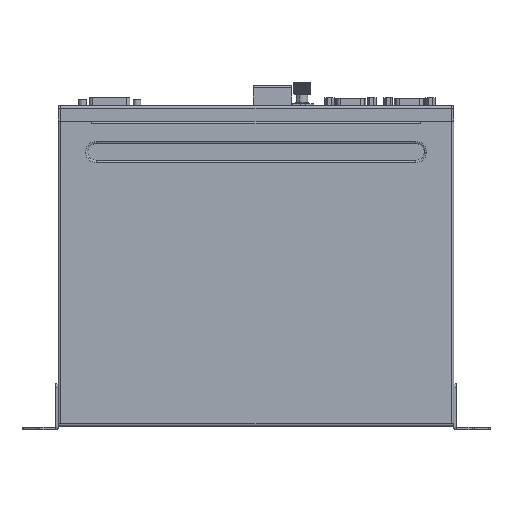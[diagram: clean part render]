
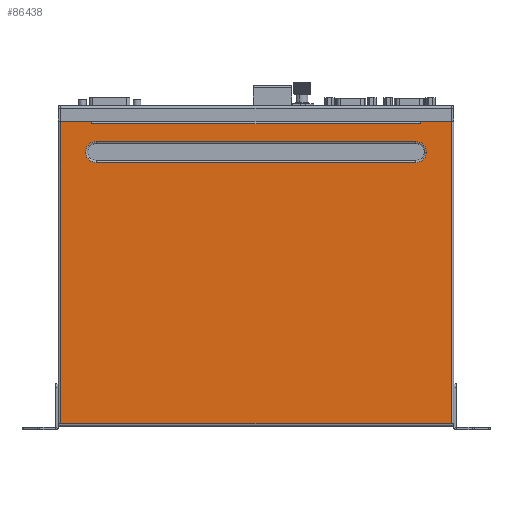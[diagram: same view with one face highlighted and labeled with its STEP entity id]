
A CAD part, front view. The second image highlights one B-rep face of the part: STEP entity #86438.
In plain terms, the highlighted planar face has unit normal (0, -1, 0).
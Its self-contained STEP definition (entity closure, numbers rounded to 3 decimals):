
#464 = DIRECTION ( 'NONE',  ( 1., 0., 0. ) ) ;
#876 = AXIS2_PLACEMENT_3D ( 'NONE', #4346, #58838, #16808 ) ;
#4346 = CARTESIAN_POINT ( 'NONE',  ( 75., -95.5, 54.421 ) ) ;
#4739 = ORIENTED_EDGE ( 'NONE', *, *, #28314, .T. ) ;
#4842 = AXIS2_PLACEMENT_3D ( 'NONE', #49987, #7956, #62410 ) ;
#5158 = CARTESIAN_POINT ( 'NONE',  ( 77.5, -95.5, 72.621 ) ) ;
#6422 = LINE ( 'NONE', #48457, #16326 ) ;
#6717 = LINE ( 'NONE', #61234, #91208 ) ;
#7309 = LINE ( 'NONE', #61785, #92396 ) ;
#7918 = LINE ( 'NONE', #49943, #68049 ) ;
#7956 = DIRECTION ( 'NONE',  ( 0., -1., 0. ) ) ;
#8924 = ORIENTED_EDGE ( 'NONE', *, *, #96417, .F. ) ;
#11008 = VECTOR ( 'NONE', #54763, 1000. ) ;
#12696 = CARTESIAN_POINT ( 'NONE',  ( -136.1, -95.5, 72.621 ) ) ;
#12928 = LINE ( 'NONE', #55003, #42407 ) ;
#13428 = ORIENTED_EDGE ( 'NONE', *, *, #59749, .F. ) ;
#16200 = CARTESIAN_POINT ( 'NONE',  ( 96.1, -95.5, -106.979 ) ) ;
#16326 = VECTOR ( 'NONE', #65535, 1000. ) ;
#16808 = DIRECTION ( 'NONE',  ( 1., 0., 0. ) ) ;
#17155 = EDGE_CURVE ( 'NONE', #69081, #53982, #71574, .T. ) ;
#17427 = EDGE_CURVE ( 'NONE', #36233, #68076, #46607, .T. ) ;
#17603 = VERTEX_POINT ( 'NONE', #88853 ) ;
#18133 = CARTESIAN_POINT ( 'NONE',  ( -136.1, -95.5, -106.979 ) ) ;
#19170 = DIRECTION ( 'NONE',  ( 0., 0., 1. ) ) ;
#19736 = DIRECTION ( 'NONE',  ( -1., 0., 0. ) ) ;
#20110 = CARTESIAN_POINT ( 'NONE',  ( 97.5, -95.5, 72.621 ) ) ;
#20547 = ORIENTED_EDGE ( 'NONE', *, *, #43224, .T. ) ;
#21651 = EDGE_CURVE ( 'NONE', #36572, #95351, #88482, .T. ) ;
#25183 = ORIENTED_EDGE ( 'NONE', *, *, #68491, .F. ) ;
#25627 = CARTESIAN_POINT ( 'NONE',  ( 81.25, -95.5, 54.421 ) ) ;
#28314 = EDGE_CURVE ( 'NONE', #17603, #80696, #41927, .T. ) ;
#28497 = PLANE ( 'NONE',  #64640 ) ;
#28542 = CARTESIAN_POINT ( 'NONE',  ( -20., -95.5, -106.979 ) ) ;
#29589 = CARTESIAN_POINT ( 'NONE',  ( 77.5, -95.5, -107.179 ) ) ;
#29746 = CARTESIAN_POINT ( 'NONE',  ( -115., -95.5, 60.671 ) ) ;
#32100 = ORIENTED_EDGE ( 'NONE', *, *, #87245, .T. ) ;
#32852 = DIRECTION ( 'NONE',  ( 0., -1., 0. ) ) ;
#35368 = CARTESIAN_POINT ( 'NONE',  ( 75., -95.5, 60.671 ) ) ;
#36233 = VERTEX_POINT ( 'NONE', #29746 ) ;
#36572 = VERTEX_POINT ( 'NONE', #25627 ) ;
#40982 = DIRECTION ( 'NONE',  ( 0., -1., 0. ) ) ;
#41579 = EDGE_CURVE ( 'NONE', #69081, #69707, #6422, .T. ) ;
#41927 = LINE ( 'NONE', #96420, #66813 ) ;
#42407 = VECTOR ( 'NONE', #464, 1000. ) ;
#43224 = EDGE_CURVE ( 'NONE', #88145, #65229, #70535, .T. ) ;
#44053 = EDGE_LOOP ( 'NONE', ( #65048, #70915, #20547, #32100, #85663, #82503, #72330, #4739 ) ) ;
#44711 = VECTOR ( 'NONE', #83001, 1000. ) ;
#45094 = FACE_OUTER_BOUND ( 'NONE', #44053, .T. ) ;
#46607 = CIRCLE ( 'NONE', #4842, 6.25 ) ;
#48457 = CARTESIAN_POINT ( 'NONE',  ( 97.5, -95.5, 72.621 ) ) ;
#49943 = CARTESIAN_POINT ( 'NONE',  ( -115., -95.5, 60.671 ) ) ;
#49987 = CARTESIAN_POINT ( 'NONE',  ( -115., -95.5, 54.421 ) ) ;
#50925 = CARTESIAN_POINT ( 'NONE',  ( -117.5, -95.5, 72.621 ) ) ;
#53982 = VERTEX_POINT ( 'NONE', #73367 ) ;
#54242 = VERTEX_POINT ( 'NONE', #62494 ) ;
#54414 = DIRECTION ( 'NONE',  ( 0., 0., 1. ) ) ;
#54763 = DIRECTION ( 'NONE',  ( 0., 0., -1. ) ) ;
#55003 = CARTESIAN_POINT ( 'NONE',  ( 75., -95.5, 48.171 ) ) ;
#55249 = EDGE_LOOP ( 'NONE', ( #57455, #8924, #93103, #25183, #13428 ) ) ;
#56261 = CARTESIAN_POINT ( 'NONE',  ( -115., -95.5, 48.171 ) ) ;
#57455 = ORIENTED_EDGE ( 'NONE', *, *, #17427, .F. ) ;
#57572 = FACE_BOUND ( 'NONE', #55249, .T. ) ;
#58838 = DIRECTION ( 'NONE',  ( 0., -1., 0. ) ) ;
#59749 = EDGE_CURVE ( 'NONE', #68076, #54242, #12928, .T. ) ;
#61234 = CARTESIAN_POINT ( 'NONE',  ( 96.1, -95.5, -106.979 ) ) ;
#61785 = CARTESIAN_POINT ( 'NONE',  ( 77.5, -95.5, 71.371 ) ) ;
#62151 = LINE ( 'NONE', #20110, #93518 ) ;
#62410 = DIRECTION ( 'NONE',  ( 1., 0., 0. ) ) ;
#62494 = CARTESIAN_POINT ( 'NONE',  ( 75., -95.5, 48.171 ) ) ;
#64640 = AXIS2_PLACEMENT_3D ( 'NONE', #82955, #40982, #95481 ) ;
#65048 = ORIENTED_EDGE ( 'NONE', *, *, #81234, .F. ) ;
#65229 = VERTEX_POINT ( 'NONE', #16200 ) ;
#65535 = DIRECTION ( 'NONE',  ( 1., 0., 0. ) ) ;
#66813 = VECTOR ( 'NONE', #54414, 1000. ) ;
#67115 = LINE ( 'NONE', #12696, #11008 ) ;
#67677 = VERTEX_POINT ( 'NONE', #95985 ) ;
#68049 = VECTOR ( 'NONE', #92001, 1000. ) ;
#68076 = VERTEX_POINT ( 'NONE', #56261 ) ;
#68491 = EDGE_CURVE ( 'NONE', #54242, #36572, #80094, .T. ) ;
#69081 = VERTEX_POINT ( 'NONE', #5158 ) ;
#69707 = VERTEX_POINT ( 'NONE', #83323 ) ;
#70372 = VECTOR ( 'NONE', #84057, 1000. ) ;
#70535 = LINE ( 'NONE', #28542, #44711 ) ;
#70915 = ORIENTED_EDGE ( 'NONE', *, *, #83628, .T. ) ;
#71150 = AXIS2_PLACEMENT_3D ( 'NONE', #74800, #32852, #87337 ) ;
#71574 = LINE ( 'NONE', #29589, #70372 ) ;
#72330 = ORIENTED_EDGE ( 'NONE', *, *, #92130, .T. ) ;
#73367 = CARTESIAN_POINT ( 'NONE',  ( 77.5, -95.5, 71.371 ) ) ;
#74540 = DIRECTION ( 'NONE',  ( 1., 0., 0. ) ) ;
#74800 = CARTESIAN_POINT ( 'NONE',  ( 75., -95.5, 54.421 ) ) ;
#80094 = CIRCLE ( 'NONE', #876, 6.25 ) ;
#80696 = VERTEX_POINT ( 'NONE', #50925 ) ;
#81234 = EDGE_CURVE ( 'NONE', #67677, #80696, #62151, .T. ) ;
#82503 = ORIENTED_EDGE ( 'NONE', *, *, #17155, .T. ) ;
#82955 = CARTESIAN_POINT ( 'NONE',  ( -20., -95.5, -107.179 ) ) ;
#83001 = DIRECTION ( 'NONE',  ( 1., 0., 0. ) ) ;
#83323 = CARTESIAN_POINT ( 'NONE',  ( 96.1, -95.5, 72.621 ) ) ;
#83628 = EDGE_CURVE ( 'NONE', #67677, #88145, #67115, .T. ) ;
#84057 = DIRECTION ( 'NONE',  ( 0., 0., -1. ) ) ;
#85663 = ORIENTED_EDGE ( 'NONE', *, *, #41579, .F. ) ;
#86438 = ADVANCED_FACE ( 'NONE', ( #57572, #45094 ), #28497, .T. ) ;
#87245 = EDGE_CURVE ( 'NONE', #65229, #69707, #6717, .T. ) ;
#87337 = DIRECTION ( 'NONE',  ( 1., 0., 0. ) ) ;
#88145 = VERTEX_POINT ( 'NONE', #18133 ) ;
#88482 = CIRCLE ( 'NONE', #71150, 6.25 ) ;
#88853 = CARTESIAN_POINT ( 'NONE',  ( -117.5, -95.5, 71.371 ) ) ;
#91208 = VECTOR ( 'NONE', #19170, 1000. ) ;
#92001 = DIRECTION ( 'NONE',  ( -1., 0., 0. ) ) ;
#92130 = EDGE_CURVE ( 'NONE', #53982, #17603, #7309, .T. ) ;
#92396 = VECTOR ( 'NONE', #19736, 1000. ) ;
#93103 = ORIENTED_EDGE ( 'NONE', *, *, #21651, .F. ) ;
#93518 = VECTOR ( 'NONE', #74540, 1000. ) ;
#95351 = VERTEX_POINT ( 'NONE', #35368 ) ;
#95481 = DIRECTION ( 'NONE',  ( 1., 0., 0. ) ) ;
#95985 = CARTESIAN_POINT ( 'NONE',  ( -136.1, -95.5, 72.621 ) ) ;
#96417 = EDGE_CURVE ( 'NONE', #95351, #36233, #7918, .T. ) ;
#96420 = CARTESIAN_POINT ( 'NONE',  ( -117.5, -95.5, -107.179 ) ) ;
